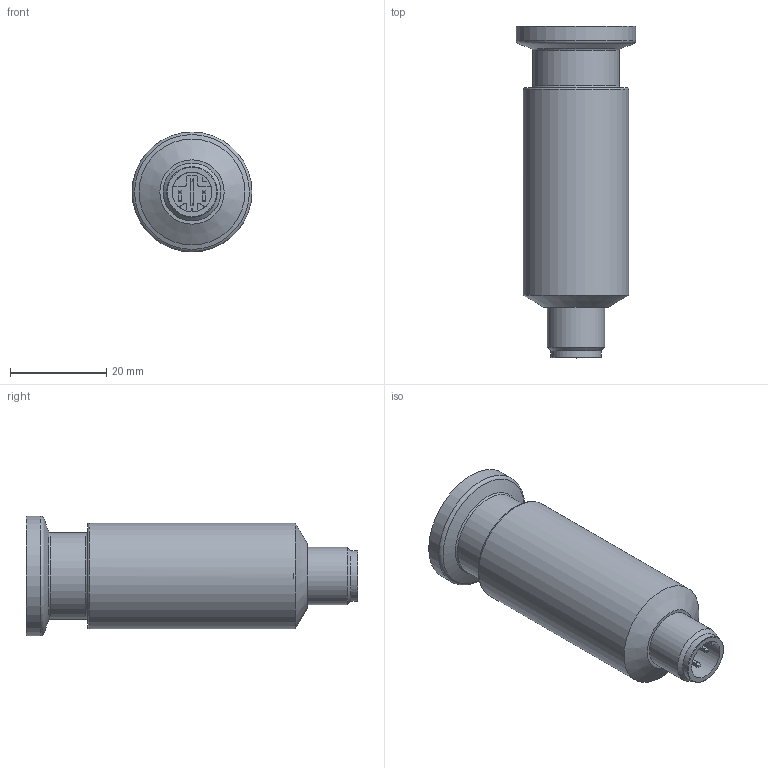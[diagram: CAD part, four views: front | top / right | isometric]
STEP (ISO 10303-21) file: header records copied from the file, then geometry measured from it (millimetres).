
FILE_DESCRIPTION( ( 'Unknown' ), '1' );
FILE_NAME( 'PBMH_xxxxxxxx1452xxxxxx.stp', 'Unknown', ( 'Unknown' ), ( 'Unknown' ), 'PSStep 15.0.49', 'Unknown', ' ' );
FILE_SCHEMA( ( 'AUTOMOTIVE_DESIGN { 1 0 10303 214 1 1 1 1 }' ) );
Length unit declared in the file: millimetre
Products named in the file (1): 142551
Bounding box: 24.9 x 68.9 x 24.9 mm (x, y, z)
Volume: 21735 mm3; surface area: 6609.5 mm2
Topology: 1 solids, 4 shells, 139 faces, 360 edges, 236 vertices
Faces by surface type: plane 82, cylinder 40, cone 11, torus 6
Full cylindrical faces by diameter (mm): 0.4 x1, 0.8 x1, 8.3 x1, 9.4 x1, 9.45 x1, 9.55 x1, 10.5 x1, 12 x1, 18 x1, 21.7 x1, 22 x1, 24.9 x1
Entity records: 5173 total; most frequent: CARTESIAN_POINT 728, DIRECTION 701, ORIENTED_EDGE 650, EDGE_CURVE 325, AXIS2_PLACEMENT_3D 246, VERTEX_POINT 225, LINE 209, VECTOR 209
